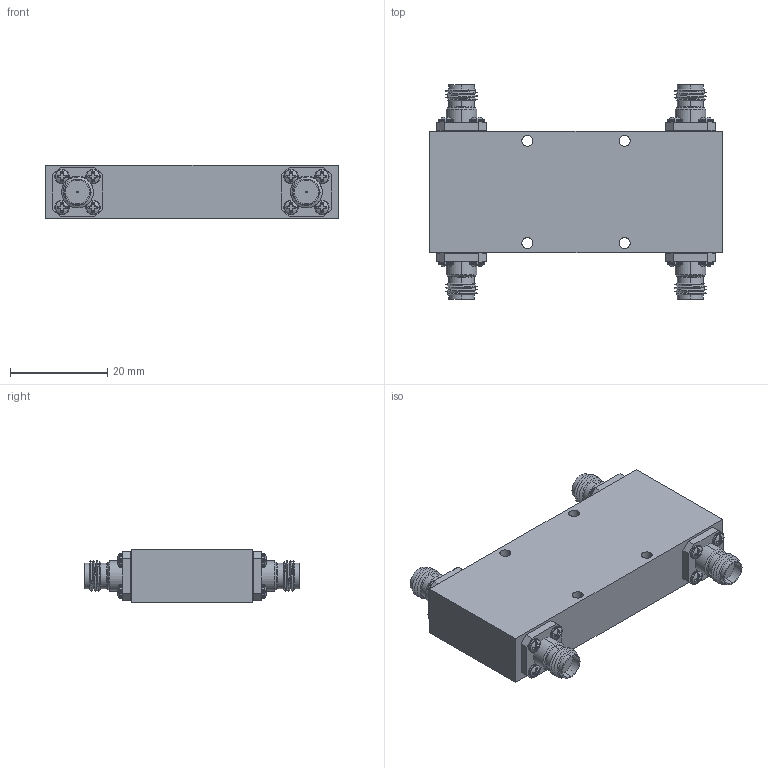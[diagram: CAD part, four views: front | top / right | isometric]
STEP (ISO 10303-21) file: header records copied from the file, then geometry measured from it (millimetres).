
FILE_DESCRIPTION (( 'STEP AP203' ), '1' );
FILE_NAME ('SCZ-0230832009-SFSF-43.STEP', '2019-07-18T18:32:04', ( '' ), ( '' ), 'SwSTEP 2.0', 'SolidWorks 2016', '' );
FILE_SCHEMA (( 'CONFIG_CONTROL_DESIGN' ));
Products named in the file (1): SCZ-0230832009-SFSF-43
Bounding box: 60 x 44.05 x 11 mm (x, y, z)
Volume: 17743.9 mm3; surface area: 7851.1 mm2
Topology: 21 solids, 21 shells, 1866 faces, 5248 edges, 3464 vertices
Faces by surface type: cylinder 1168, plane 378, cone 160, torus 72, bspline 56, sphere 32
Entity records: 79223 total; most frequent: CARTESIAN_POINT 36647, ORIENTED_EDGE 10496, DIRECTION 7602, EDGE_CURVE 5248, VERTEX_POINT 3464, AXIS2_PLACEMENT_3D 2907, EDGE_LOOP 1946, FACE_OUTER_BOUND 1866
